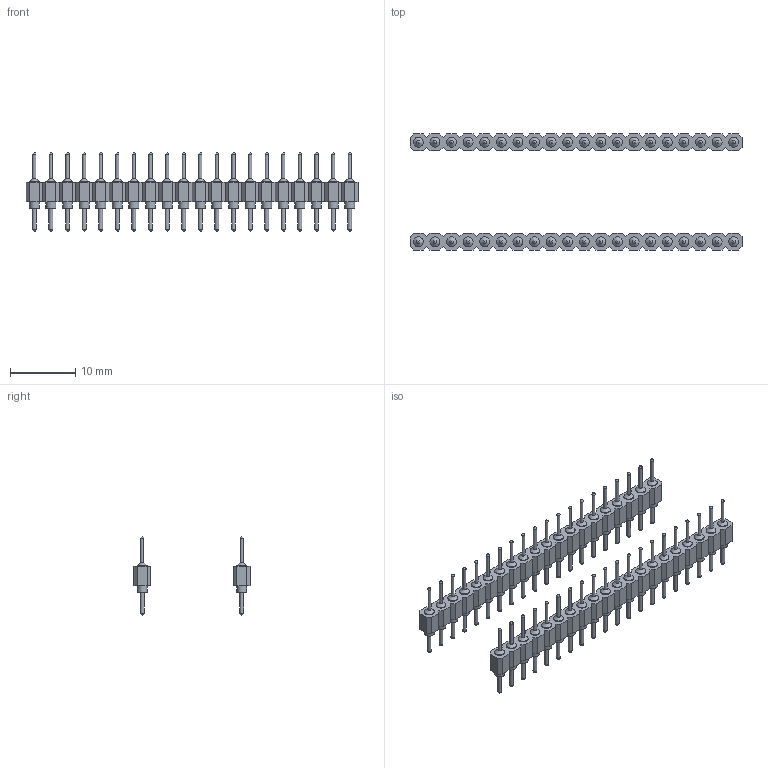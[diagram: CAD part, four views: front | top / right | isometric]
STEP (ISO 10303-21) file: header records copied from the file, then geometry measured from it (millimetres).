
FILE_DESCRIPTION(('FreeCAD Model'),'2;1');
FILE_NAME('Open CASCADE Shape Model','2023-08-31T18:51:18',(''),(''), 'Open CASCADE STEP processor 7.6','FreeCAD','Unknown');
FILE_SCHEMA(('AUTOMOTIVE_DESIGN { 1 0 10303 214 1 1 1 1 }'));
Length unit declared in the file: millimetre
Products named in the file (1): Array
Bounding box: 50.8 x 17.78 x 12 mm (x, y, z)
Volume: 870 mm3; surface area: 1925.2 mm2
Topology: 2 solids, 2 shells, 608 faces, 1452 edges, 928 vertices
Faces by surface type: plane 328, cylinder 160, sphere 80, cone 40
Full cylindrical faces by diameter (mm): 0.5 x40, 0.6 x40, 1.5 x80
Entity records: 21383 total; most frequent: DIRECTION 3030, CARTESIAN_POINT 2909, ORIENTED_EDGE 2744, EDGE_CURVE 1372, AXIS2_PLACEMENT_3D 1049, LINE 932, VECTOR 932, VERTEX_POINT 928
